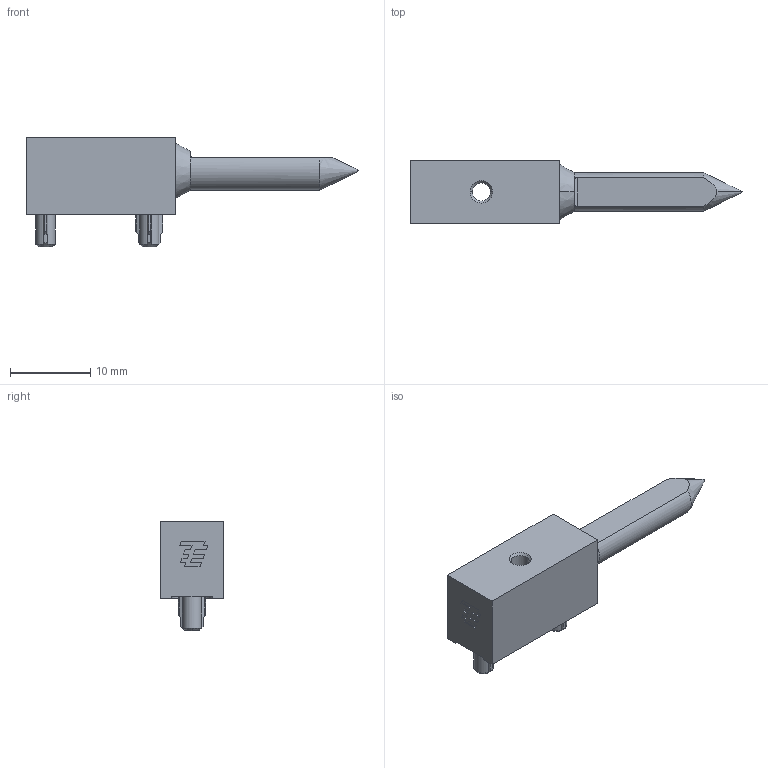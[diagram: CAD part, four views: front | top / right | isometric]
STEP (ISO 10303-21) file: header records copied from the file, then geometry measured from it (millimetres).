
FILE_DESCRIPTION((''),'2;1');
FILE_NAME('TYCO_1469265-1.stp','2013-08-28T14:21:14',(''),(''),'Mechanical Desktop 2011','Mechanical Desktop 2011',', , ');
FILE_SCHEMA(('AUTOMOTIVE_DESIGN { 1 2 10303 214 1 1 1 1 }'));
Length unit declared in the file: millimetre
Products named in the file (1): Product
Bounding box: 41.47 x 7.9 x 13.7 mm (x, y, z)
Volume: 1764.5 mm3; surface area: 1238.6 mm2
Topology: 1 solids, 1 shells, 96 faces, 260 edges, 172 vertices
Faces by surface type: plane 52, cylinder 27, cone 16, sphere 1
Entity records: 3399 total; most frequent: CARTESIAN_POINT 933, ORIENTED_EDGE 520, DIRECTION 484, EDGE_CURVE 260, VERTEX_POINT 172, VECTOR 162, LINE 162, AXIS2_PLACEMENT_3D 161
